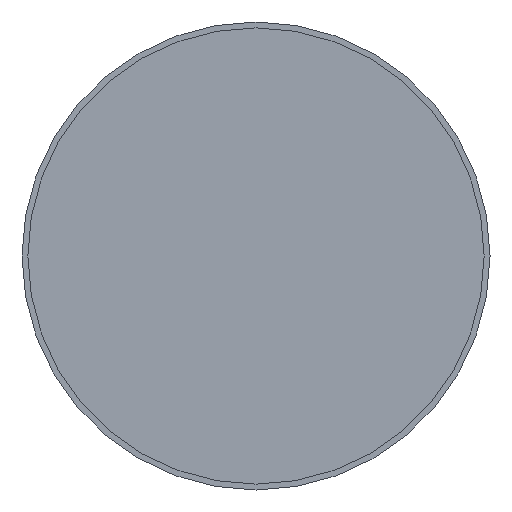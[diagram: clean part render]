
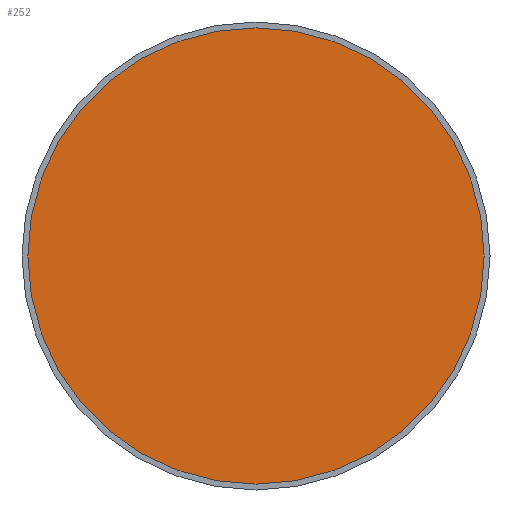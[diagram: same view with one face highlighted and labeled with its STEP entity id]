
A CAD part, front view. The second image highlights one B-rep face of the part: STEP entity #252.
In plain terms, the highlighted planar face has unit normal (0, -1, 0).
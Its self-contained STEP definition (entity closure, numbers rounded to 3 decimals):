
#16 = AXIS2_PLACEMENT_3D ( 'NONE', #218, #66, #330 ) ;
#29 = DIRECTION ( 'NONE',  ( 0., -1., 0. ) ) ;
#50 = DIRECTION ( 'NONE',  ( 0., 0., -1. ) ) ;
#66 = DIRECTION ( 'NONE',  ( 0., -1., 0. ) ) ;
#76 = VERTEX_POINT ( 'NONE', #416 ) ;
#121 = CARTESIAN_POINT ( 'NONE',  ( 0., -1.5, 19.5 ) ) ;
#170 = AXIS2_PLACEMENT_3D ( 'NONE', #395, #199, #50 ) ;
#178 = CARTESIAN_POINT ( 'NONE',  ( 0., -1.5, 0. ) ) ;
#199 = DIRECTION ( 'NONE',  ( 0., -1., 0. ) ) ;
#218 = CARTESIAN_POINT ( 'NONE',  ( 0., -1.5, 0. ) ) ;
#236 = CIRCLE ( 'NONE', #16, 19.5 ) ;
#240 = PLANE ( 'NONE',  #170 ) ;
#248 = VERTEX_POINT ( 'NONE', #121 ) ;
#252 = ADVANCED_FACE ( 'NONE', ( #319 ), #240, .T. ) ;
#287 = ORIENTED_EDGE ( 'NONE', *, *, #409, .T. ) ;
#302 = AXIS2_PLACEMENT_3D ( 'NONE', #178, #29, #407 ) ;
#308 = CIRCLE ( 'NONE', #302, 19.5 ) ;
#319 = FACE_OUTER_BOUND ( 'NONE', #357, .T. ) ;
#329 = ORIENTED_EDGE ( 'NONE', *, *, #402, .T. ) ;
#330 = DIRECTION ( 'NONE',  ( 0., 0., -1. ) ) ;
#357 = EDGE_LOOP ( 'NONE', ( #329, #287 ) ) ;
#395 = CARTESIAN_POINT ( 'NONE',  ( 0., -1.5, 0. ) ) ;
#402 = EDGE_CURVE ( 'NONE', #248, #76, #236, .T. ) ;
#407 = DIRECTION ( 'NONE',  ( 0., 0., -1. ) ) ;
#409 = EDGE_CURVE ( 'NONE', #76, #248, #308, .T. ) ;
#416 = CARTESIAN_POINT ( 'NONE',  ( 0., -1.5, -19.5 ) ) ;
